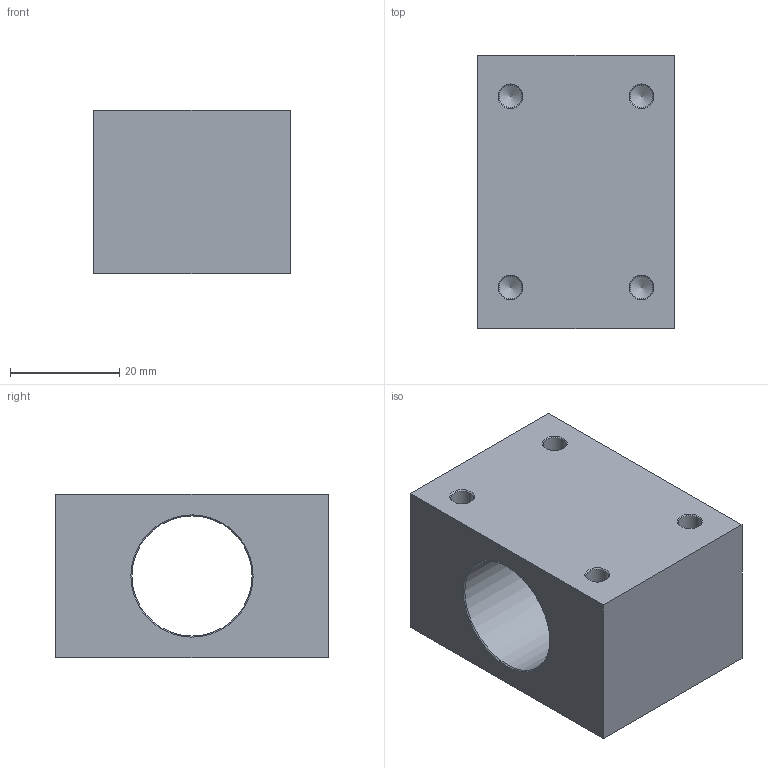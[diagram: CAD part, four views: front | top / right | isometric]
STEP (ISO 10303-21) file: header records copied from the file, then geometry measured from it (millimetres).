
FILE_DESCRIPTION(/* description */ (''),/* implementation_level */ '2;1');
FILE_NAME(/* name */ 'Ball Nut Housing SFU1204.stp',/* time_stamp */ '2018-09-03T13:19:15+02:00',/* author */ ('Workstation'),/* organization */ (''),/* preprocessor_version */ 'ST-DEVELOPER v17',/* originating_system */ 'Autodesk Inventor 2019',/* authorisation */ '');
FILE_SCHEMA (('AUTOMOTIVE_DESIGN { 1 0 10303 214 3 1 1 }'));
Length unit declared in the file: millimetre
Products named in the file (1): Ball Nut Housing SFU1204
Bounding box: 36 x 50 x 30 mm (x, y, z)
Volume: 39140.5 mm3; surface area: 11729.1 mm2
Topology: 1 solids, 1 shells, 39 faces, 110 edges, 73 vertices
Faces by surface type: cone 22, cylinder 11, plane 6
Full cylindrical faces by diameter (mm): 3.242 x6, 4.134 x4, 22 x1
Entity records: 1284 total; most frequent: DIRECTION 235, CARTESIAN_POINT 213, ORIENTED_EDGE 200, EDGE_CURVE 100, AXIS2_PLACEMENT_3D 95, VERTEX_POINT 73, CIRCLE 55, EDGE_LOOP 51
